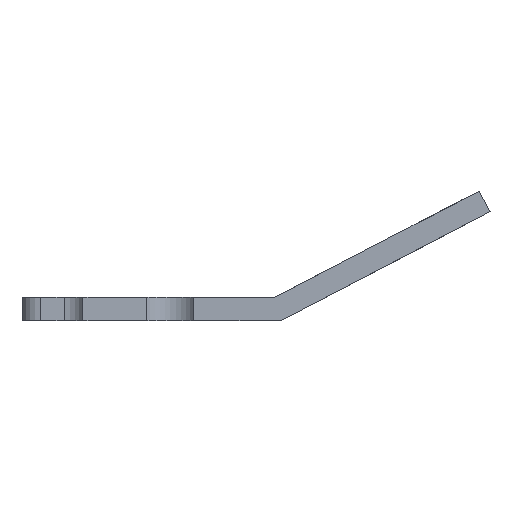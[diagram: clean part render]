
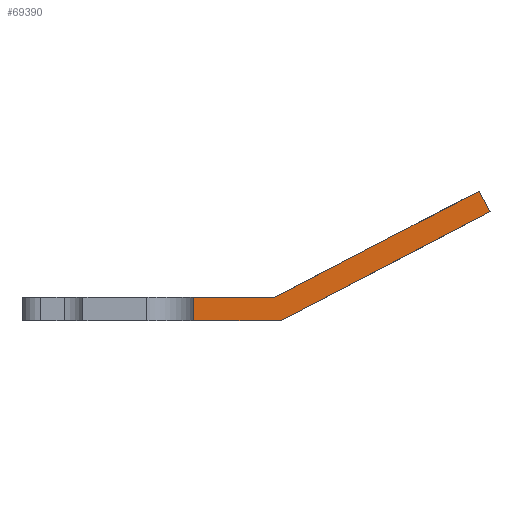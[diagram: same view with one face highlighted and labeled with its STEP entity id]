
A CAD part, left-side view. The second image highlights one B-rep face of the part: STEP entity #69390.
In plain terms, the highlighted face is planar.
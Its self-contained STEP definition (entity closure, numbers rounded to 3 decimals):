
#760=CARTESIAN_POINT('',(63.143,43.498,
616.4));
#770=VERTEX_POINT('',#760);
#800=CARTESIAN_POINT('',(40.499,0.,616.4));
#810=DIRECTION('',(-0.462,-0.887,0.));
#820=VECTOR('',#810,1.);
#830=LINE('',#800,#820);
#840=CARTESIAN_POINT('',(61.435,40.218,
616.4));
#850=VERTEX_POINT('',#840);
#860=EDGE_CURVE('',#770,#850,#830,.T.);
#2300=CARTESIAN_POINT('',(62.435,39.973,
616.4));
#2310=VERTEX_POINT('',#2300);
#2340=CARTESIAN_POINT('',(62.438,39.978,
616.4));
#2350=DIRECTION('',(0.462,0.887,0.));
#2360=VECTOR('',#2350,1.);
#2370=LINE('',#2340,#2360);
#2380=CARTESIAN_POINT('',(64.03,43.036,
616.4));
#2390=VERTEX_POINT('',#2380);
#2400=EDGE_CURVE('',#2310,#2390,#2370,.T.);
#36210=CARTESIAN_POINT('',(61.435,0.,616.4));
#36220=DIRECTION('',(0.,1.,0.));
#36230=VECTOR('',#36220,1.);
#36240=LINE('',#36210,#36230);
#36250=CARTESIAN_POINT('',(61.435,30.173,
616.4));
#36260=VERTEX_POINT('',#36250);
#36270=EDGE_CURVE('',#36260,#850,#36240,.T.);
#68160=CARTESIAN_POINT('',(62.435,30.173,
616.4));
#68170=VERTEX_POINT('',#68160);
#68200=CARTESIAN_POINT('',(62.435,0.,
616.4));
#68210=DIRECTION('',(0.,-1.,0.));
#68220=VECTOR('',#68210,1.);
#68230=LINE('',#68200,#68220);
#68240=EDGE_CURVE('',#2310,#68170,#68230,.T.);
#68560=CARTESIAN_POINT('',(0.,30.173,616.4));
#68570=DIRECTION('',(-1.,0.,0.));
#68580=VECTOR('',#68570,1.);
#68590=LINE('',#68560,#68580);
#68600=EDGE_CURVE('',#68170,#36260,#68590,.T.);
#69210=CARTESIAN_POINT('',(-0.414,-0.796,
616.4));
#69220=DIRECTION('',(0.,0.,1.));
#69230=DIRECTION('',(1.,0.,0.));
#69240=AXIS2_PLACEMENT_3D('',#69210,#69220,#69230);
#69250=PLANE('',#69240);
#69260=CARTESIAN_POINT('',(63.143,43.498,
616.4));
#69270=DIRECTION('',(0.887,-0.462,
0.));
#69280=VECTOR('',#69270,1.);
#69290=LINE('',#69260,#69280);
#69300=EDGE_CURVE('',#770,#2390,#69290,.T.);
#69310=ORIENTED_EDGE('',*,*,#69300,.F.);
#69320=ORIENTED_EDGE('',*,*,#2400,.T.);
#69330=ORIENTED_EDGE('',*,*,#68240,.F.);
#69340=ORIENTED_EDGE('',*,*,#68600,.F.);
#69350=ORIENTED_EDGE('',*,*,#36270,.F.);
#69360=ORIENTED_EDGE('',*,*,#860,.T.);
#69370=EDGE_LOOP('',(#69360,#69350,#69340,#69330,#69320,#69310));
#69380=FACE_OUTER_BOUND('',#69370,.T.);
#69390=ADVANCED_FACE('',(#69380),#69250,.T.);
